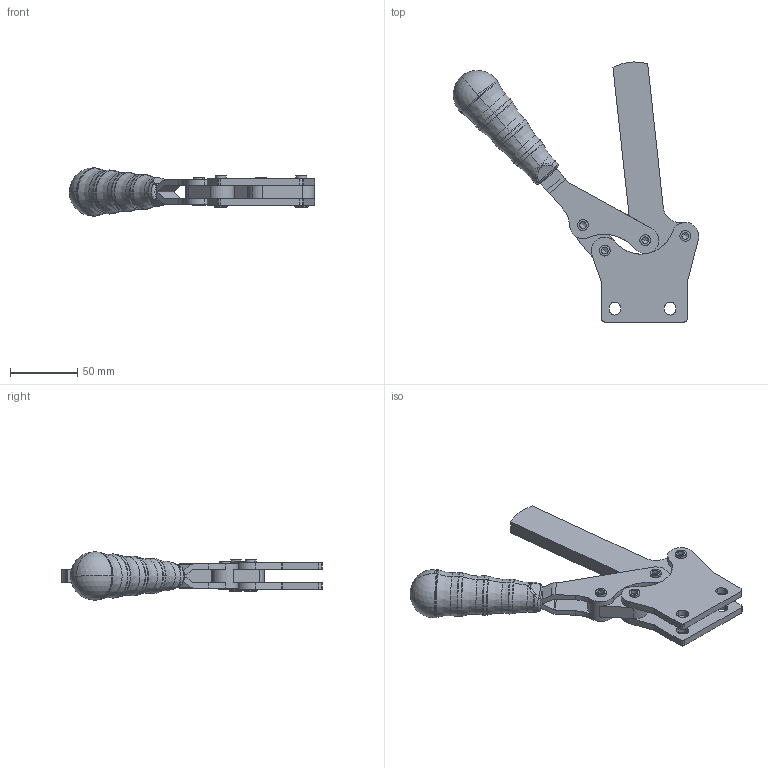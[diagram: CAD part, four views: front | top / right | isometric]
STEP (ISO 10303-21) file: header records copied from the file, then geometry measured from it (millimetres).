
FILE_DESCRIPTION((''),'2;1');
FILE_NAME('126F.1-opened.stp','2005-09-27T16:29:28',('Kysilko'),(''),'Autodesk Inventor 8','Autodesk Inventor 8','');
FILE_SCHEMA(('AUTOMOTIVE_DESIGN { 1 0 10303 214 1 1 1 1 }'));
Length unit declared in the file: millimetre
Products named in the file (1): Part31
Bounding box: 182.7 x 193.63 x 36 mm (x, y, z)
Volume: 167231.8 mm3; surface area: 54923.6 mm2
Topology: 1 solids, 5 shells, 858 faces, 2312 edges, 1319 vertices
Faces by surface type: plane 351, cone 314, cylinder 86, bspline 85, sphere 14, torus 8
Entity records: 29683 total; most frequent: CARTESIAN_POINT 9209, ORIENTED_EDGE 4600, DIRECTION 4272, EDGE_CURVE 2300, AXIS2_PLACEMENT_3D 1772, VERTEX_POINT 1319, EDGE_LOOP 1031, CIRCLE 998
